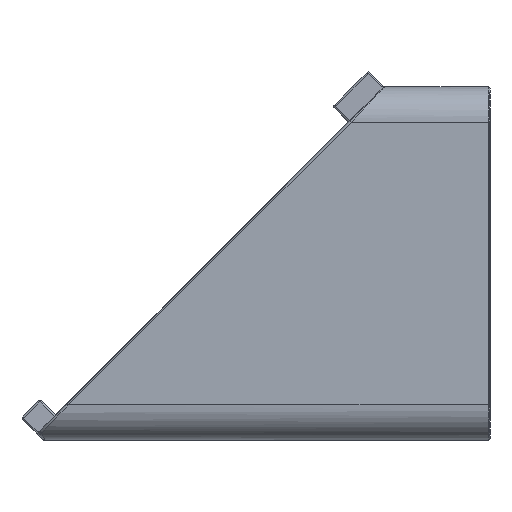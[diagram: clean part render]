
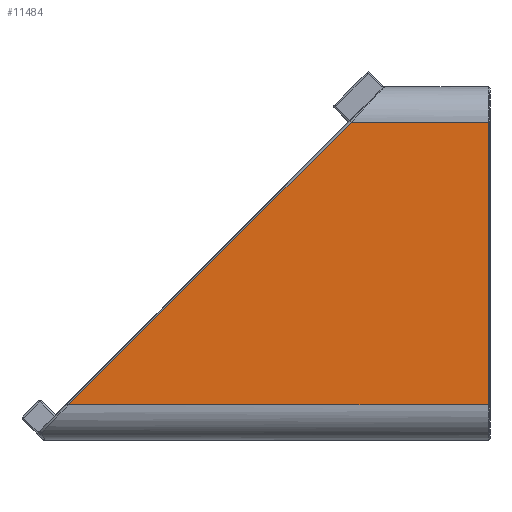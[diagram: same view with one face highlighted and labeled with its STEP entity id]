
A CAD part, left-side view. The second image highlights one B-rep face of the part: STEP entity #11484.
In plain terms, the highlighted planar face has unit normal (-1, 0, 0).
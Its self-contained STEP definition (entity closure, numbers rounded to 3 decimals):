
#1158 = EDGE_LOOP ( 'NONE', ( #10438, #6446, #7879, #3349 ) ) ;
#2692 = VECTOR ( 'NONE', #9092, 1000. ) ;
#2953 = FACE_OUTER_BOUND ( 'NONE', #1158, .T. ) ;
#3123 = DIRECTION ( 'NONE',  ( 0., 0., -1. ) ) ;
#3272 = CARTESIAN_POINT ( 'NONE',  ( -40., 0.2, 16. ) ) ;
#3349 = ORIENTED_EDGE ( 'NONE', *, *, #4797, .F. ) ;
#3676 = DIRECTION ( 'NONE',  ( 0., 0., -1. ) ) ;
#3692 = DIRECTION ( 'NONE',  ( 1., 0., 0. ) ) ;
#3749 = PLANE ( 'NONE',  #6218 ) ;
#4501 = CARTESIAN_POINT ( 'NONE',  ( -40., 52., 16. ) ) ;
#4797 = EDGE_CURVE ( 'NONE', #14151, #6573, #7358, .T. ) ;
#5479 = VECTOR ( 'NONE', #3123, 1000. ) ;
#6218 = AXIS2_PLACEMENT_3D ( 'NONE', #4501, #3692, #3676 ) ;
#6446 = ORIENTED_EDGE ( 'NONE', *, *, #11879, .F. ) ;
#6573 = VERTEX_POINT ( 'NONE', #12448 ) ;
#7129 = VECTOR ( 'NONE', #12570, 1000. ) ;
#7358 = LINE ( 'NONE', #12281, #7129 ) ;
#7536 = EDGE_CURVE ( 'NONE', #14169, #14151, #11395, .T. ) ;
#7879 = ORIENTED_EDGE ( 'NONE', *, *, #12138, .F. ) ;
#8573 = LINE ( 'NONE', #13031, #8925 ) ;
#8925 = VECTOR ( 'NONE', #13005, 1000. ) ;
#9092 = DIRECTION ( 'NONE',  ( 0., -0.707, 0.707 ) ) ;
#9115 = CARTESIAN_POINT ( 'NONE',  ( -40., 47.717, -16. ) ) ;
#10438 = ORIENTED_EDGE ( 'NONE', *, *, #7536, .F. ) ;
#10569 = LINE ( 'NONE', #3272, #5479 ) ;
#11395 = LINE ( 'NONE', #9115, #2692 ) ;
#11484 = ADVANCED_FACE ( 'NONE', ( #2953 ), #3749, .F. ) ;
#11879 = EDGE_CURVE ( 'NONE', #12902, #14169, #8573, .T. ) ;
#12138 = EDGE_CURVE ( 'NONE', #6573, #12902, #10569, .T. ) ;
#12281 = CARTESIAN_POINT ( 'NONE',  ( -40., 52., 16. ) ) ;
#12448 = CARTESIAN_POINT ( 'NONE',  ( -40., 0.2, 16. ) ) ;
#12570 = DIRECTION ( 'NONE',  ( 0., -1., 0. ) ) ;
#12902 = VERTEX_POINT ( 'NONE', #14881 ) ;
#13005 = DIRECTION ( 'NONE',  ( 0., 1., 0. ) ) ;
#13031 = CARTESIAN_POINT ( 'NONE',  ( -40., 52., -16. ) ) ;
#14151 = VERTEX_POINT ( 'NONE', #14949 ) ;
#14169 = VERTEX_POINT ( 'NONE', #14965 ) ;
#14881 = CARTESIAN_POINT ( 'NONE',  ( -40., 0.2, -16. ) ) ;
#14949 = CARTESIAN_POINT ( 'NONE',  ( -40., 15.717, 16. ) ) ;
#14965 = CARTESIAN_POINT ( 'NONE',  ( -40., 47.717, -16. ) ) ;
